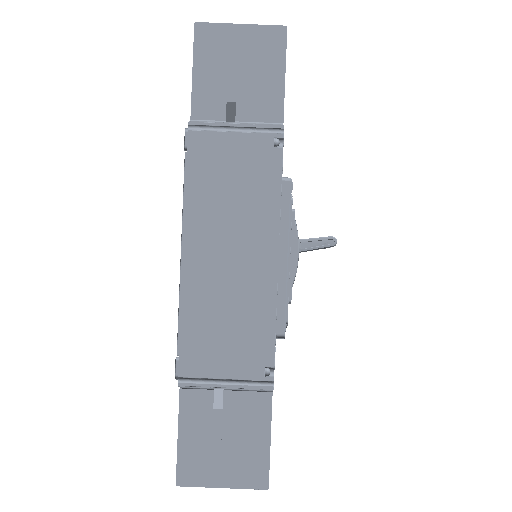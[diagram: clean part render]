
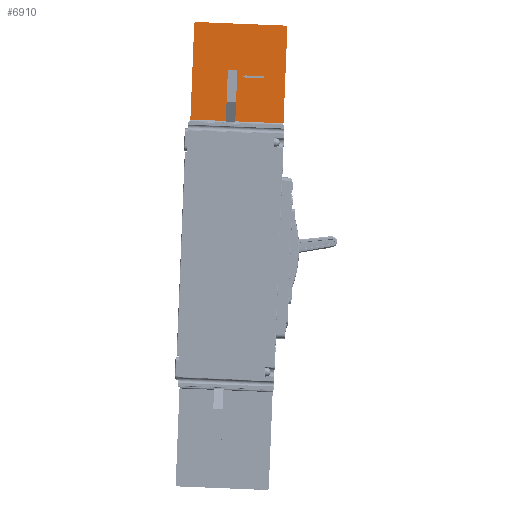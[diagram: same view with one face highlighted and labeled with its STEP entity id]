
A CAD part, left-side view. The second image highlights one B-rep face of the part: STEP entity #6910.
In plain terms, the highlighted planar face has unit normal (-1, 0, 0.003).
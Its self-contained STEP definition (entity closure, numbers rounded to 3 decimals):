
#2748=FACE_BOUND('',#26136,.T.);
#2749=FACE_BOUND('',#26137,.T.);
#6910=ADVANCED_FACE('',(#2748,#2749),#14080,.T.);
#14080=PLANE('',#137660);
#26136=EDGE_LOOP('',(#63683,#63684,#63685,#63686,#63687,#63688));
#26137=EDGE_LOOP('',(#63689,#63690,#63691,#63692,#63693,#63694,#63695));
#34233=LINE('',#187531,#48094);
#34245=LINE('',#187570,#48106);
#34246=LINE('',#187574,#48107);
#34247=LINE('',#187576,#48108);
#34248=LINE('',#187577,#48109);
#34249=LINE('',#187580,#48110);
#34250=LINE('',#187582,#48111);
#34251=LINE('',#187584,#48112);
#34252=LINE('',#187586,#48113);
#34253=LINE('',#187588,#48114);
#34254=LINE('',#187590,#48115);
#48094=VECTOR('',#150147,1.);
#48106=VECTOR('',#150181,1.);
#48107=VECTOR('',#150184,1.);
#48108=VECTOR('',#150185,1.);
#48109=VECTOR('',#150186,1.);
#48110=VECTOR('',#150187,1.);
#48111=VECTOR('',#150188,1.);
#48112=VECTOR('',#150189,1.);
#48113=VECTOR('',#150190,1.);
#48114=VECTOR('',#150191,1.);
#48115=VECTOR('',#150192,1.);
#63683=ORIENTED_EDGE('',*,*,#114443,.T.);
#63684=ORIENTED_EDGE('',*,*,#114444,.T.);
#63685=ORIENTED_EDGE('',*,*,#114445,.T.);
#63686=ORIENTED_EDGE('',*,*,#114446,.T.);
#63687=ORIENTED_EDGE('',*,*,#114423,.T.);
#63688=ORIENTED_EDGE('',*,*,#114439,.T.);
#63689=ORIENTED_EDGE('',*,*,#114447,.F.);
#63690=ORIENTED_EDGE('',*,*,#114448,.F.);
#63691=ORIENTED_EDGE('',*,*,#114449,.F.);
#63692=ORIENTED_EDGE('',*,*,#114450,.F.);
#63693=ORIENTED_EDGE('',*,*,#114451,.F.);
#63694=ORIENTED_EDGE('',*,*,#114452,.F.);
#63695=ORIENTED_EDGE('',*,*,#114453,.F.);
#101381=VERTEX_POINT('',#187532);
#101382=VERTEX_POINT('',#187533);
#101394=VERTEX_POINT('',#187561);
#101397=VERTEX_POINT('',#187571);
#101398=VERTEX_POINT('',#187573);
#101399=VERTEX_POINT('',#187575);
#101400=VERTEX_POINT('',#187578);
#101401=VERTEX_POINT('',#187579);
#101402=VERTEX_POINT('',#187581);
#101403=VERTEX_POINT('',#187583);
#101404=VERTEX_POINT('',#187585);
#101405=VERTEX_POINT('',#187587);
#101406=VERTEX_POINT('',#187589);
#114423=EDGE_CURVE('',#101381,#101382,#34233,.T.);
#114439=EDGE_CURVE('',#101382,#101394,#133287,.T.);
#114443=EDGE_CURVE('',#101394,#101397,#34245,.T.);
#114444=EDGE_CURVE('',#101397,#101398,#133288,.T.);
#114445=EDGE_CURVE('',#101398,#101399,#34246,.T.);
#114446=EDGE_CURVE('',#101399,#101381,#34247,.T.);
#114447=EDGE_CURVE('',#101400,#101401,#34248,.T.);
#114448=EDGE_CURVE('',#101402,#101400,#34249,.T.);
#114449=EDGE_CURVE('',#101403,#101402,#34250,.T.);
#114450=EDGE_CURVE('',#101404,#101403,#34251,.T.);
#114451=EDGE_CURVE('',#101405,#101404,#34252,.T.);
#114452=EDGE_CURVE('',#101406,#101405,#34253,.T.);
#114453=EDGE_CURVE('',#101401,#101406,#34254,.T.);
#133287=CIRCLE('',#137656,2.);
#133288=CIRCLE('',#137659,2.);
#137656=AXIS2_PLACEMENT_3D('',#187562,#150172,#150173);
#137659=AXIS2_PLACEMENT_3D('',#187572,#150182,#150183);
#137660=AXIS2_PLACEMENT_3D('',#187591,#150193,#150194);
#150147=DIRECTION('',(0.002,-0.04,0.999));
#150172=DIRECTION('',(-1.,0.,0.002));
#150173=DIRECTION('',(0.,-0.999,-0.04));
#150181=DIRECTION('',(0.,0.999,0.04));
#150182=DIRECTION('',(-1.,0.,0.002));
#150183=DIRECTION('',(0.002,-0.04,0.999));
#150184=DIRECTION('',(-0.002,0.04,-0.999));
#150185=DIRECTION('',(0.,-0.999,-0.04));
#150186=DIRECTION('',(0.002,-0.04,0.999));
#150187=DIRECTION('',(0.,-0.999,-0.04));
#150188=DIRECTION('',(0.002,-0.04,0.999));
#150189=DIRECTION('',(-0.001,-0.876,-0.483));
#150190=DIRECTION('',(-0.001,0.912,-0.411));
#150191=DIRECTION('',(0.002,-0.04,0.999));
#150192=DIRECTION('',(0.,0.999,0.04));
#150193=DIRECTION('',(-1.,0.,0.002));
#150194=DIRECTION('',(0.002,-0.04,0.999));
#187531=CARTESIAN_POINT('',(309.203,-62.531,118.966));
#187532=CARTESIAN_POINT('',(309.203,-62.531,118.966));
#187533=CARTESIAN_POINT('',(309.453,-66.609,220.151));
#187561=CARTESIAN_POINT('',(309.458,-64.691,222.23));
#187562=CARTESIAN_POINT('',(309.453,-64.611,220.232));
#187570=CARTESIAN_POINT('',(309.458,-64.691,222.23));
#187571=CARTESIAN_POINT('',(309.468,29.732,226.036));
#187572=CARTESIAN_POINT('',(309.463,29.813,224.037));
#187573=CARTESIAN_POINT('',(309.463,31.811,224.118));
#187574=CARTESIAN_POINT('',(309.463,31.811,224.118));
#187575=CARTESIAN_POINT('',(309.213,35.889,122.933));
#187576=CARTESIAN_POINT('',(309.213,35.889,122.933));
#187577=CARTESIAN_POINT('',(309.321,-41.933,166.602));
#187578=CARTESIAN_POINT('',(309.321,-41.933,166.602));
#187579=CARTESIAN_POINT('',(309.326,-42.013,168.6));
#187580=CARTESIAN_POINT('',(309.322,-23.947,167.327));
#187581=CARTESIAN_POINT('',(309.322,-23.947,167.327));
#187582=CARTESIAN_POINT('',(309.319,-23.897,166.078));
#187583=CARTESIAN_POINT('',(309.319,-23.897,166.078));
#187584=CARTESIAN_POINT('',(309.325,-19.491,168.507));
#187585=CARTESIAN_POINT('',(309.325,-19.491,168.507));
#187586=CARTESIAN_POINT('',(309.33,-24.078,170.574));
#187587=CARTESIAN_POINT('',(309.33,-24.078,170.574));
#187588=CARTESIAN_POINT('',(309.327,-24.028,169.325));
#187589=CARTESIAN_POINT('',(309.327,-24.028,169.325));
#187590=CARTESIAN_POINT('',(309.326,-42.013,168.6));
#187591=CARTESIAN_POINT('',(309.335,-19.652,172.504));
